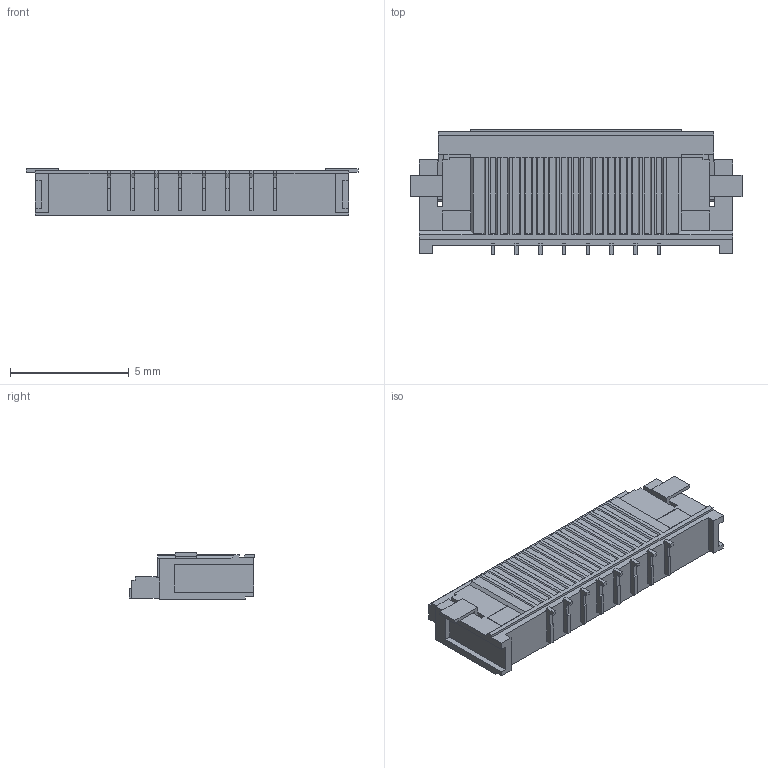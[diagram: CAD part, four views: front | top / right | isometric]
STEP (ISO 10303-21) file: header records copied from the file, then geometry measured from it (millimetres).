
FILE_DESCRIPTION(('STEP AP242'),'1');
FILE_NAME('2005280080.stp','2025-01-13T11:57:17',('TraceParts'),('TraceParts S.A.'),'Spatial InterOp 3D',' ',' ');
FILE_SCHEMA(('AP242_MANAGED_MODEL_BASED_3D_ENGINEERING_MIM_LF {1 0 10303 442 1 1 4}'));
Length unit declared in the file: millimetre
Products named in the file (1): 2005280080
Bounding box: 14 x 5.3 x 1.96 mm (x, y, z)
Volume: 77 mm3; surface area: 323.3 mm2
Topology: 1 solids, 1 shells, 798 faces, 2356 edges, 1542 vertices
Faces by surface type: plane 684, cylinder 114
Entity records: 26243 total; most frequent: ORIENTED_EDGE 4712, CARTESIAN_POINT 4697, DIRECTION 4198, EDGE_CURVE 2356, LINE 2112, VECTOR 2112, VERTEX_POINT 1542, AXIS2_PLACEMENT_3D 1043
